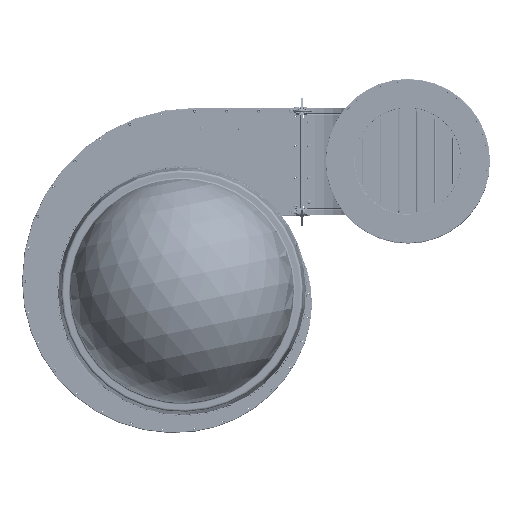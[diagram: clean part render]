
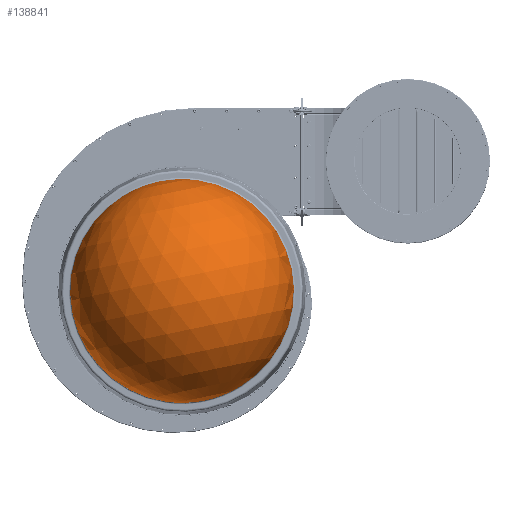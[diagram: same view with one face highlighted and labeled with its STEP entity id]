
A CAD part, top view. The second image highlights one B-rep face of the part: STEP entity #138841.
In plain terms, the highlighted spherical face has radius 210 mm.
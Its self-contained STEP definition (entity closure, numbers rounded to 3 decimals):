
#41=SPHERICAL_SURFACE('',#151383,210.);
#39339=FACE_OUTER_BOUND('',#48432,.T.);
#48432=EDGE_LOOP('',(#123382));
#54286=CIRCLE('',#151384,209.979);
#66525=VERTEX_POINT('',#257938);
#85527=EDGE_CURVE('',#66525,#66525,#54286,.T.);
#123382=ORIENTED_EDGE('',*,*,#85527,.T.);
#138841=ADVANCED_FACE('',(#39339),#41,.T.);
#151383=AXIS2_PLACEMENT_3D('',#257937,#185951,#185952);
#151384=AXIS2_PLACEMENT_3D('',#257939,#185953,#185954);
#185951=DIRECTION('center_axis',(0.204,-0.979,0.));
#185952=DIRECTION('ref_axis',(0.979,0.204,0.));
#185953=DIRECTION('center_axis',(0.,0.,
1.));
#185954=DIRECTION('ref_axis',(-0.979,-0.204,0.));
#257937=CARTESIAN_POINT('Origin',(0.,0.,
178.));
#257938=CARTESIAN_POINT('',(-42.844,205.562,180.958));
#257939=CARTESIAN_POINT('Origin',(0.,0.,
180.958));
